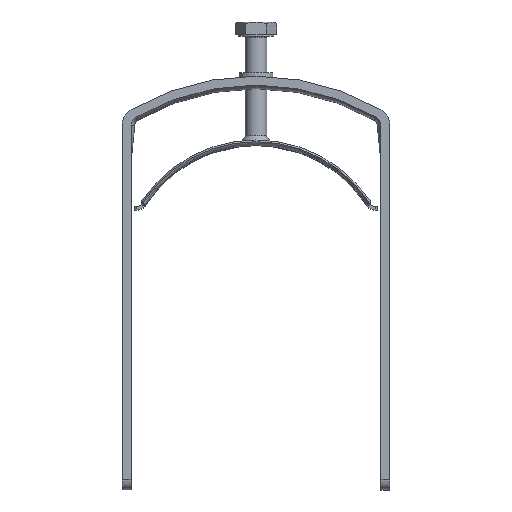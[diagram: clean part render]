
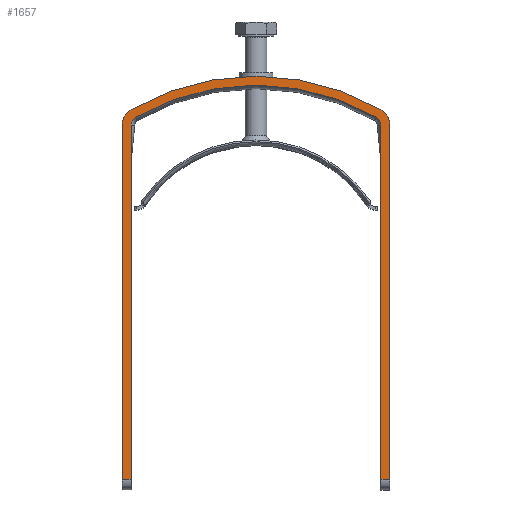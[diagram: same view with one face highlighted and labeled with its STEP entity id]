
A CAD part, top view. The second image highlights one B-rep face of the part: STEP entity #1657.
In plain terms, the highlighted face is planar.
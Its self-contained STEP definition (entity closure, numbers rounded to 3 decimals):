
#118 = ORIENTED_EDGE ( 'NONE', *, *, #273, .T. ) ;
#119 = ORIENTED_EDGE ( 'NONE', *, *, #272, .T. ) ;
#120 = ORIENTED_EDGE ( 'NONE', *, *, #271, .T. ) ;
#121 = ORIENTED_EDGE ( 'NONE', *, *, #270, .T. ) ;
#122 = ORIENTED_EDGE ( 'NONE', *, *, #269, .T. ) ;
#123 = ORIENTED_EDGE ( 'NONE', *, *, #268, .T. ) ;
#124 = ORIENTED_EDGE ( 'NONE', *, *, #267, .F. ) ;
#125 = ORIENTED_EDGE ( 'NONE', *, *, #266, .F. ) ;
#126 = ORIENTED_EDGE ( 'NONE', *, *, #265, .F. ) ;
#127 = ORIENTED_EDGE ( 'NONE', *, *, #264, .F. ) ;
#128 = ORIENTED_EDGE ( 'NONE', *, *, #262, .F. ) ;
#129 = ORIENTED_EDGE ( 'NONE', *, *, #263, .T. ) ;
#262 = EDGE_CURVE ( 'NONE', #5377, #5380, #4231, .T. ) ;
#263 = EDGE_CURVE ( 'NONE', #5379, #5380, #4229, .T. ) ;
#264 = EDGE_CURVE ( 'NONE', #5534, #5377, #4225, .T. ) ;
#265 = EDGE_CURVE ( 'NONE', #5531, #5534, #4221, .T. ) ;
#266 = EDGE_CURVE ( 'NONE', #5262, #5531, #4217, .T. ) ;
#267 = EDGE_CURVE ( 'NONE', #5477, #5262, #4215, .T. ) ;
#268 = EDGE_CURVE ( 'NONE', #5477, #5536, #4213, .T. ) ;
#269 = EDGE_CURVE ( 'NONE', #5536, #5374, #4207, .T. ) ;
#270 = EDGE_CURVE ( 'NONE', #5374, #5373, #4205, .T. ) ;
#271 = EDGE_CURVE ( 'NONE', #5373, #5378, #4201, .T. ) ;
#272 = EDGE_CURVE ( 'NONE', #5378, #5462, #4199, .T. ) ;
#273 = EDGE_CURVE ( 'NONE', #5462, #5379, #4196, .T. ) ;
#764 = CARTESIAN_POINT ( 'NONE',  ( 37.5, 119., -12.5 ) ) ;
#766 = CARTESIAN_POINT ( 'NONE',  ( -37.556, 113., -12.5 ) ) ;
#768 = DIRECTION ( 'NONE',  ( 0., 1., 0. ) ) ;
#769 = DIRECTION ( 'NONE',  ( 1., 0., 0. ) ) ;
#770 = DIRECTION ( 'NONE',  ( 0., -1., 0. ) ) ;
#771 = CARTESIAN_POINT ( 'NONE',  ( 32.5, 13.708, -12.5 ) ) ;
#772 = DIRECTION ( 'NONE',  ( 0., 0., 1. ) ) ;
#773 = DIRECTION ( 'NONE',  ( 1., 0., 0. ) ) ;
#774 = CARTESIAN_POINT ( 'NONE',  ( 0., 70., -12.5 ) ) ;
#775 = DIRECTION ( 'NONE',  ( 0., 0., 1. ) ) ;
#776 = DIRECTION ( 'NONE',  ( 1., 0., 0. ) ) ;
#777 = CARTESIAN_POINT ( 'NONE',  ( -37.556, 113., -12.5 ) ) ;
#778 = CARTESIAN_POINT ( 'NONE',  ( -37.5, 119., -12.5 ) ) ;
#779 = CARTESIAN_POINT ( 'NONE',  ( -32.5, 13.708, -12.5 ) ) ;
#780 = DIRECTION ( 'NONE',  ( 0., 0., 1. ) ) ;
#781 = DIRECTION ( 'NONE',  ( -1., 0., 0. ) ) ;
#782 = DIRECTION ( 'NONE',  ( 1., 0., 0. ) ) ;
#783 = CARTESIAN_POINT ( 'NONE',  ( -35., 119., -12.5 ) ) ;
#784 = DIRECTION ( 'NONE',  ( 0., -1., 0. ) ) ;
#785 = CARTESIAN_POINT ( 'NONE',  ( -32.5, 13.708, -12.5 ) ) ;
#786 = DIRECTION ( 'NONE',  ( 0., 0., 1. ) ) ;
#787 = DIRECTION ( 'NONE',  ( 1., 0., 0. ) ) ;
#788 = CARTESIAN_POINT ( 'NONE',  ( 35., 119., -12.5 ) ) ;
#789 = DIRECTION ( 'NONE',  ( 0., 1., 0. ) ) ;
#790 = CARTESIAN_POINT ( 'NONE',  ( 0., 70., -12.5 ) ) ;
#791 = DIRECTION ( 'NONE',  ( 0., 0., 1. ) ) ;
#792 = DIRECTION ( 'NONE',  ( 1., 0., 0. ) ) ;
#794 = CARTESIAN_POINT ( 'NONE',  ( 32.5, 13.708, -12.5 ) ) ;
#795 = DIRECTION ( 'NONE',  ( 0., 0., 1. ) ) ;
#796 = DIRECTION ( 'NONE',  ( 1., 0., 0. ) ) ;
#1237 = EDGE_LOOP ( 'NONE', ( #129, #128, #127, #126, #125, #124, #123, #122, #121, #120, #119, #118 ) ) ;
#1657 = ADVANCED_FACE ( 'NONE', ( #3451 ), #2430, .F. ) ;
#2423 = CARTESIAN_POINT ( 'NONE',  ( 32.5, 13.708, -12.5 ) ) ;
#2430 = PLANE ( 'NONE',  #5125 ) ;
#2432 = DIRECTION ( 'NONE',  ( 0., 0., 1. ) ) ;
#2433 = DIRECTION ( 'NONE',  ( 1., 0., 0. ) ) ;
#3079 = CARTESIAN_POINT ( 'NONE',  ( -37.5, 13.708, -12.5 ) ) ;
#3156 = CARTESIAN_POINT ( 'NONE',  ( -33.75, 11.543, -12.5 ) ) ;
#3157 = CARTESIAN_POINT ( 'NONE',  ( -35., 13.708, -12.5 ) ) ;
#3160 = CARTESIAN_POINT ( 'NONE',  ( 37.5, 13.708, -12.5 ) ) ;
#3161 = CARTESIAN_POINT ( 'NONE',  ( 33.75, 11.543, -12.5 ) ) ;
#3162 = CARTESIAN_POINT ( 'NONE',  ( 35., 113., -12.5 ) ) ;
#3163 = CARTESIAN_POINT ( 'NONE',  ( 37.5, 113., -12.5 ) ) ;
#3187 = CARTESIAN_POINT ( 'NONE',  ( 35., 13.708, -12.5 ) ) ;
#3214 = CARTESIAN_POINT ( 'NONE',  ( -37.5, 113., -12.5 ) ) ;
#3242 = CARTESIAN_POINT ( 'NONE',  ( -35., 113., -12.5 ) ) ;
#3246 = CARTESIAN_POINT ( 'NONE',  ( -35., 9.378, -12.5 ) ) ;
#3254 = CARTESIAN_POINT ( 'NONE',  ( 35., 9.378, -12.5 ) ) ;
#3451 = FACE_OUTER_BOUND ( 'NONE', #1237, .T. ) ;
#4192 = VECTOR ( 'NONE', #789, 1000. ) ;
#4196 = LINE ( 'NONE', #788, #4192 ) ;
#4199 = CIRCLE ( 'NONE', #4933, 2.5 ) ;
#4201 = CIRCLE ( 'NONE', #4932, 67.5 ) ;
#4203 = VECTOR ( 'NONE', #784, 1000. ) ;
#4205 = CIRCLE ( 'NONE', #4931, 2.5 ) ;
#4206 = VECTOR ( 'NONE', #782, 1000. ) ;
#4207 = LINE ( 'NONE', #783, #4203 ) ;
#4209 = VECTOR ( 'NONE', #770, 1000. ) ;
#4213 = LINE ( 'NONE', #777, #4206 ) ;
#4215 = LINE ( 'NONE', #778, #4209 ) ;
#4217 = CIRCLE ( 'NONE', #4930, 5. ) ;
#4219 = VECTOR ( 'NONE', #769, 1000. ) ;
#4221 = CIRCLE ( 'NONE', #4929, 70. ) ;
#4223 = VECTOR ( 'NONE', #768, 1000. ) ;
#4225 = CIRCLE ( 'NONE', #4928, 5. ) ;
#4229 = LINE ( 'NONE', #766, #4219 ) ;
#4231 = LINE ( 'NONE', #764, #4223 ) ;
#4928 = AXIS2_PLACEMENT_3D ( 'NONE', #771, #772, #773 ) ;
#4929 = AXIS2_PLACEMENT_3D ( 'NONE', #774, #775, #776 ) ;
#4930 = AXIS2_PLACEMENT_3D ( 'NONE', #779, #780, #781 ) ;
#4931 = AXIS2_PLACEMENT_3D ( 'NONE', #785, #786, #787 ) ;
#4932 = AXIS2_PLACEMENT_3D ( 'NONE', #790, #791, #792 ) ;
#4933 = AXIS2_PLACEMENT_3D ( 'NONE', #794, #795, #796 ) ;
#5125 = AXIS2_PLACEMENT_3D ( 'NONE', #2423, #2432, #2433 ) ;
#5262 = VERTEX_POINT ( 'NONE', #3079 ) ;
#5373 = VERTEX_POINT ( 'NONE', #3156 ) ;
#5374 = VERTEX_POINT ( 'NONE', #3157 ) ;
#5377 = VERTEX_POINT ( 'NONE', #3160 ) ;
#5378 = VERTEX_POINT ( 'NONE', #3161 ) ;
#5379 = VERTEX_POINT ( 'NONE', #3162 ) ;
#5380 = VERTEX_POINT ( 'NONE', #3163 ) ;
#5462 = VERTEX_POINT ( 'NONE', #3187 ) ;
#5477 = VERTEX_POINT ( 'NONE', #3214 ) ;
#5531 = VERTEX_POINT ( 'NONE', #3246 ) ;
#5534 = VERTEX_POINT ( 'NONE', #3254 ) ;
#5536 = VERTEX_POINT ( 'NONE', #3242 ) ;
